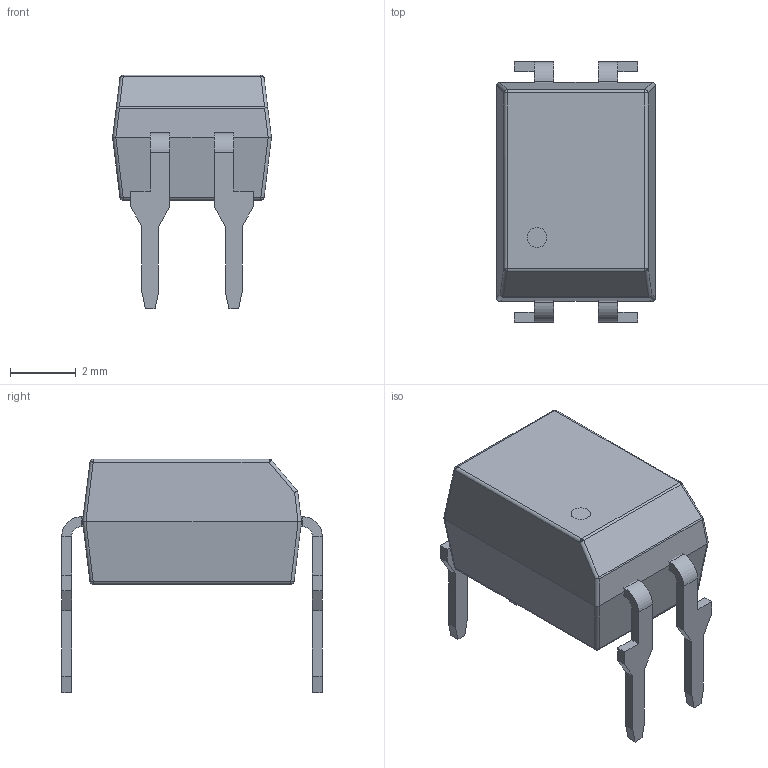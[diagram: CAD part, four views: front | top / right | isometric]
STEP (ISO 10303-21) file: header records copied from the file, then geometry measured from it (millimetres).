
FILE_DESCRIPTION(('STEP AP214'), '1');
FILE_NAME('DIP4-OC-YEL', '2016-02-24T00:21:44', ('Nobody'), (''), 'ASCON STEP Converter 1.3', 'ASCON Math Kernel', '');
FILE_SCHEMA(('AUTOMOTIVE_DESIGN { 1 0 10303 214 3 1 1}'));
Length unit declared in the file: millimetre
Bounding box: 4.83 x 7.92 x 7.1 mm (x, y, z)
Volume: 114.8 mm3; surface area: 178.5 mm2
Topology: 5 solids, 5 shells, 129 faces, 299 edges, 171 vertices
Faces by surface type: plane 92, cylinder 27, bspline 8, sphere 2
Entity records: 4728 total; most frequent: CARTESIAN_POINT 780, ORIENTED_EDGE 578, DIRECTION 564, EDGE_CURVE 289, LINE 234, VECTOR 234, VERTEX_POINT 171, AXIS2_PLACEMENT_3D 165
